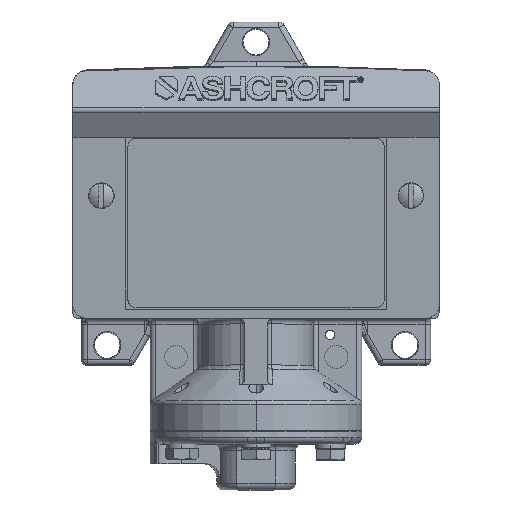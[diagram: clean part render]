
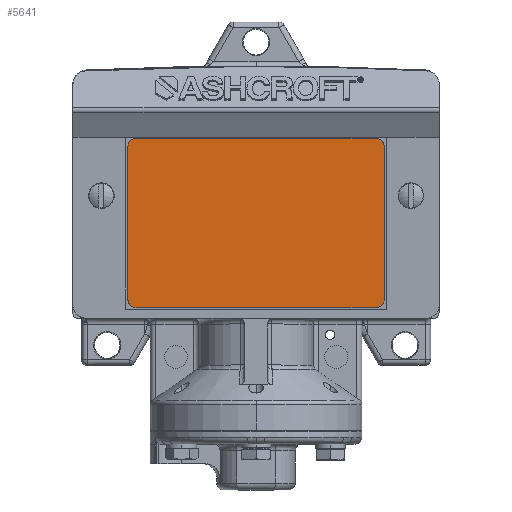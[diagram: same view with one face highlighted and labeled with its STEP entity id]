
A CAD part, top view. The second image highlights one B-rep face of the part: STEP entity #5641.
In plain terms, the highlighted planar face has unit normal (0, -0.051, 0.999).
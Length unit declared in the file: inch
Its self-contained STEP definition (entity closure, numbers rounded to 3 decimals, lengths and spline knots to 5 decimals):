
#1762 = VERTEX_POINT ( 'NONE', #72479 ) ;
#4034 = EDGE_CURVE ( 'NONE', #1762, #28121, #4670, .T. ) ;
#4098 = CARTESIAN_POINT ( 'NONE',  ( 1.4, 1.14278, 1.12032 ) ) ;
#4562 = CARTESIAN_POINT ( 'NONE',  ( 1.39766, 1.15454, 1.12091 ) ) ;
#4670 = B_SPLINE_CURVE_WITH_KNOTS ( 'NONE', 3,
 ( #79256, #50990, #30088, #8777, #57925, #15242, #79706, #15705, #72736, #37036 ),
 .UNSPECIFIED., .F., .F.,
 ( 4, 2, 2, 2, 4 ),
 ( 0., 0.25, 0.5, 0.75, 1. ),
 .UNSPECIFIED. ) ;
#5583 = CARTESIAN_POINT ( 'NONE',  ( -1.36531, -0.60873, 1.03182 ) ) ;
#5641 = ADVANCED_FACE ( 'NONE', ( #16034 ), #88390, .F. ) ;
#5923 = CARTESIAN_POINT ( 'NONE',  ( 1.4, 1.13102, 1.11972 ) ) ;
#7027 = CARTESIAN_POINT ( 'NONE',  ( -1.31, -0.62674, 1.03091 ) ) ;
#7350 = CARTESIAN_POINT ( 'NONE',  ( 1.38864, -0.58212, 1.03317 ) ) ;
#8777 = CARTESIAN_POINT ( 'NONE',  ( -1.38864, 1.17628, 1.12201 ) ) ;
#10470 = DIRECTION ( 'NONE',  ( 0., 0.999, 0.05 ) ) ;
#11654 = VERTEX_POINT ( 'NONE', #62743 ) ;
#14278 = CARTESIAN_POINT ( 'NONE',  ( 1.4, -0.53686, 1.03545 ) ) ;
#15184 = CARTESIAN_POINT ( 'NONE',  ( 1.31, -0.62674, 1.03091 ) ) ;
#15242 = CARTESIAN_POINT ( 'NONE',  ( -1.36531, 1.20289, 1.12335 ) ) ;
#15705 = CARTESIAN_POINT ( 'NONE',  ( -1.33356, 1.21856, 1.12414 ) ) ;
#16034 = FACE_OUTER_BOUND ( 'NONE', #44652, .T. ) ;
#18025 = LINE ( 'NONE', #34680, #22828 ) ;
#18496 = DIRECTION ( 'NONE',  ( 0., -0.999, -0.05 ) ) ;
#19567 = VECTOR ( 'NONE', #81026, 39.37008 ) ;
#20958 = EDGE_CURVE ( 'NONE', #61431, #11654, #52360, .T. ) ;
#21067 = CARTESIAN_POINT ( 'NONE',  ( -1.31, 1.2209, 1.12426 ) ) ;
#21278 = CARTESIAN_POINT ( 'NONE',  ( -1.38197, -0.59209, 1.03266 ) ) ;
#22133 = ORIENTED_EDGE ( 'NONE', *, *, #79641, .T. ) ;
#22471 = CARTESIAN_POINT ( 'NONE',  ( 1.4, -0.53686, 1.03545 ) ) ;
#22548 = VERTEX_POINT ( 'NONE', #22471 ) ;
#22828 = VECTOR ( 'NONE', #18496, 39.37008 ) ;
#24371 = CARTESIAN_POINT ( 'NONE',  ( -1.31, 1.13102, 1.11972 ) ) ;
#25411 = CARTESIAN_POINT ( 'NONE',  ( 1.33356, 1.21856, 1.12414 ) ) ;
#25881 = CARTESIAN_POINT ( 'NONE',  ( -1.31, -0.62674, 1.03091 ) ) ;
#25992 = CARTESIAN_POINT ( 'NONE',  ( -1.33356, -0.6244, 1.03103 ) ) ;
#27800 = CARTESIAN_POINT ( 'NONE',  ( -1.35533, -0.6154, 1.03148 ) ) ;
#28121 = VERTEX_POINT ( 'NONE', #81410 ) ;
#28915 = VERTEX_POINT ( 'NONE', #81099 ) ;
#30088 = CARTESIAN_POINT ( 'NONE',  ( -1.39766, 1.15454, 1.12091 ) ) ;
#31536 = ORIENTED_EDGE ( 'NONE', *, *, #46809, .F. ) ;
#32832 = CARTESIAN_POINT ( 'NONE',  ( 1.31, 1.2209, 1.12426 ) ) ;
#33295 = CARTESIAN_POINT ( 'NONE',  ( 1.38864, 1.17628, 1.12201 ) ) ;
#34680 = CARTESIAN_POINT ( 'NONE',  ( -1.4, 1.13102, 1.11972 ) ) ;
#35140 = CARTESIAN_POINT ( 'NONE',  ( 1.4, -0.54862, 1.03486 ) ) ;
#35587 = CARTESIAN_POINT ( 'NONE',  ( 1.36531, -0.60873, 1.03182 ) ) ;
#37036 = CARTESIAN_POINT ( 'NONE',  ( -1.31, 1.2209, 1.12426 ) ) ;
#40100 = ORIENTED_EDGE ( 'NONE', *, *, #83378, .F. ) ;
#40935 = CARTESIAN_POINT ( 'NONE',  ( -1.4, -0.53686, 1.03545 ) ) ;
#42168 = CARTESIAN_POINT ( 'NONE',  ( -1.39766, -0.56038, 1.03426 ) ) ;
#42566 = CARTESIAN_POINT ( 'NONE',  ( 1.39766, -0.56038, 1.03426 ) ) ;
#44333 = DIRECTION ( 'NONE',  ( 0., 0.05, -0.999 ) ) ;
#44652 = EDGE_LOOP ( 'NONE', ( #69425, #31536, #56699, #86433, #22133, #50497, #85190, #40100 ) ) ;
#46809 = EDGE_CURVE ( 'NONE', #28915, #51261, #83700, .T. ) ;
#47690 = DIRECTION ( 'NONE',  ( 1., 0., 0. ) ) ;
#49416 = DIRECTION ( 'NONE',  ( -1., 0., 0. ) ) ;
#50011 = CARTESIAN_POINT ( 'NONE',  ( 1.33356, -0.6244, 1.03103 ) ) ;
#50468 = CARTESIAN_POINT ( 'NONE',  ( 1.32178, -0.62674, 1.03091 ) ) ;
#50497 = ORIENTED_EDGE ( 'NONE', *, *, #70865, .F. ) ;
#50990 = CARTESIAN_POINT ( 'NONE',  ( -1.4, 1.14278, 1.12032 ) ) ;
#51261 = VERTEX_POINT ( 'NONE', #85770 ) ;
#52360 = LINE ( 'NONE', #25881, #68613 ) ;
#54752 = CARTESIAN_POINT ( 'NONE',  ( -1.38864, -0.58212, 1.03317 ) ) ;
#56347 = LINE ( 'NONE', #21067, #70271 ) ;
#56699 = ORIENTED_EDGE ( 'NONE', *, *, #66974, .T. ) ;
#57925 = CARTESIAN_POINT ( 'NONE',  ( -1.38197, 1.18626, 1.12251 ) ) ;
#58406 = EDGE_CURVE ( 'NONE', #22548, #51261, #88456, .T. ) ;
#61431 = VERTEX_POINT ( 'NONE', #7027 ) ;
#62251 = VERTEX_POINT ( 'NONE', #40935 ) ;
#62743 = CARTESIAN_POINT ( 'NONE',  ( 1.31, -0.62674, 1.03091 ) ) ;
#63049 = CARTESIAN_POINT ( 'NONE',  ( -1.4, -0.54862, 1.03486 ) ) ;
#63885 = CARTESIAN_POINT ( 'NONE',  ( 1.35533, -0.6154, 1.03148 ) ) ;
#64816 = CARTESIAN_POINT ( 'NONE',  ( 1.38197, -0.59209, 1.03266 ) ) ;
#66974 = EDGE_CURVE ( 'NONE', #28915, #28121, #56347, .T. ) ;
#68613 = VECTOR ( 'NONE', #47690, 39.37008 ) ;
#68981 = CARTESIAN_POINT ( 'NONE',  ( 1.38197, 1.18626, 1.12251 ) ) ;
#69425 = ORIENTED_EDGE ( 'NONE', *, *, #58406, .T. ) ;
#70251 = B_SPLINE_CURVE_WITH_KNOTS ( 'NONE', 3,
 ( #75141, #89576, #25992, #27800, #5583, #21278, #54752, #42168, #63049, #83499 ),
 .UNSPECIFIED., .F., .F.,
 ( 4, 2, 2, 2, 4 ),
 ( 0., 0.25, 0.5, 0.75, 1. ),
 .UNSPECIFIED. ) ;
#70271 = VECTOR ( 'NONE', #49416, 39.37008 ) ;
#70865 = EDGE_CURVE ( 'NONE', #61431, #62251, #70251, .T. ) ;
#72304 = AXIS2_PLACEMENT_3D ( 'NONE', #24371, #44333, #10470 ) ;
#72479 = CARTESIAN_POINT ( 'NONE',  ( -1.4, 1.13102, 1.11972 ) ) ;
#72736 = CARTESIAN_POINT ( 'NONE',  ( -1.32178, 1.2209, 1.12426 ) ) ;
#75141 = CARTESIAN_POINT ( 'NONE',  ( -1.31, -0.62674, 1.03091 ) ) ;
#76398 = CARTESIAN_POINT ( 'NONE',  ( 1.35533, 1.20956, 1.12369 ) ) ;
#77019 = B_SPLINE_CURVE_WITH_KNOTS ( 'NONE', 3,
 ( #14278, #35140, #42566, #7350, #64816, #35587, #63885, #50011, #50468, #15184 ),
 .UNSPECIFIED., .F., .F.,
 ( 4, 2, 2, 2, 4 ),
 ( 0., 0.25, 0.5, 0.75, 1. ),
 .UNSPECIFIED. ) ;
#79256 = CARTESIAN_POINT ( 'NONE',  ( -1.4, 1.13102, 1.11972 ) ) ;
#79641 = EDGE_CURVE ( 'NONE', #1762, #62251, #18025, .T. ) ;
#79706 = CARTESIAN_POINT ( 'NONE',  ( -1.35533, 1.20956, 1.12369 ) ) ;
#81026 = DIRECTION ( 'NONE',  ( 0., 0.999, 0.05 ) ) ;
#81099 = CARTESIAN_POINT ( 'NONE',  ( 1.31, 1.2209, 1.12426 ) ) ;
#81410 = CARTESIAN_POINT ( 'NONE',  ( -1.31, 1.2209, 1.12426 ) ) ;
#83378 = EDGE_CURVE ( 'NONE', #22548, #11654, #77019, .T. ) ;
#83499 = CARTESIAN_POINT ( 'NONE',  ( -1.4, -0.53686, 1.03545 ) ) ;
#83700 = B_SPLINE_CURVE_WITH_KNOTS ( 'NONE', 3,
 ( #32832, #90810, #25411, #76398, #88977, #68981, #33295, #4562, #4098, #5923 ),
 .UNSPECIFIED., .F., .F.,
 ( 4, 2, 2, 2, 4 ),
 ( 0., 0.25, 0.5, 0.75, 1. ),
 .UNSPECIFIED. ) ;
#85190 = ORIENTED_EDGE ( 'NONE', *, *, #20958, .T. ) ;
#85770 = CARTESIAN_POINT ( 'NONE',  ( 1.4, 1.13102, 1.11972 ) ) ;
#86433 = ORIENTED_EDGE ( 'NONE', *, *, #4034, .F. ) ;
#88390 = PLANE ( 'NONE',  #72304 ) ;
#88456 = LINE ( 'NONE', #88912, #19567 ) ;
#88912 = CARTESIAN_POINT ( 'NONE',  ( 1.4, -0.53686, 1.03545 ) ) ;
#88977 = CARTESIAN_POINT ( 'NONE',  ( 1.36531, 1.20289, 1.12335 ) ) ;
#89576 = CARTESIAN_POINT ( 'NONE',  ( -1.32178, -0.62674, 1.03091 ) ) ;
#90810 = CARTESIAN_POINT ( 'NONE',  ( 1.32178, 1.2209, 1.12426 ) ) ;
